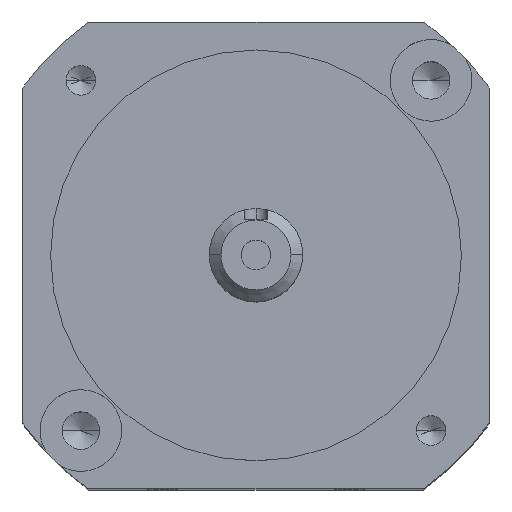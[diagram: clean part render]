
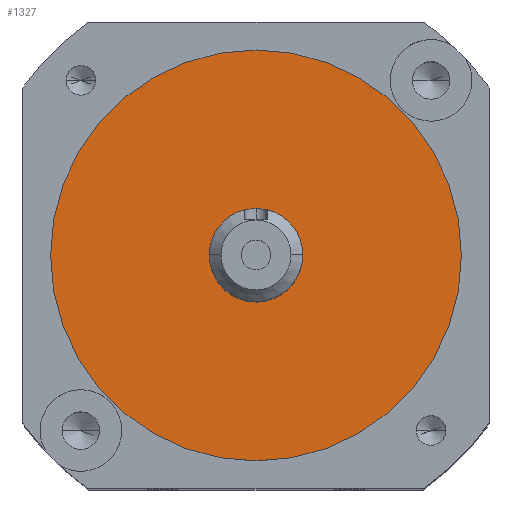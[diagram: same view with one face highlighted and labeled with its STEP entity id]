
A CAD part, top view. The second image highlights one B-rep face of the part: STEP entity #1327.
In plain terms, the highlighted planar face has unit normal (0, 0, 1).
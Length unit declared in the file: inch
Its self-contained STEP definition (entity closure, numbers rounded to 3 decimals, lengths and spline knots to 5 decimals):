
#7 = CARTESIAN_POINT ( 'NONE',  ( -1.1, 0., 0. ) ) ;
#53 = AXIS2_PLACEMENT_3D ( 'NONE', #944, #2188, #726 ) ;
#214 = EDGE_CURVE ( 'NONE', #241, #547, #1078, .T. ) ;
#241 = VERTEX_POINT ( 'NONE', #741 ) ;
#300 = AXIS2_PLACEMENT_3D ( 'NONE', #915, #912, #892 ) ;
#329 = EDGE_LOOP ( 'NONE', ( #1527, #2289 ) ) ;
#424 = CIRCLE ( 'NONE', #2079, 1.1 ) ;
#448 = AXIS2_PLACEMENT_3D ( 'NONE', #2070, #816, #2276 ) ;
#547 = VERTEX_POINT ( 'NONE', #2097 ) ;
#662 = EDGE_LOOP ( 'NONE', ( #2568, #2619 ) ) ;
#726 = DIRECTION ( 'NONE',  ( -1., 0., 0. ) ) ;
#741 = CARTESIAN_POINT ( 'NONE',  ( 0.25, 0., 0. ) ) ;
#816 = DIRECTION ( 'NONE',  ( 0., 0., 1. ) ) ;
#892 = DIRECTION ( 'NONE',  ( -1., 0., 0. ) ) ;
#912 = DIRECTION ( 'NONE',  ( 0., 0., 1. ) ) ;
#915 = CARTESIAN_POINT ( 'NONE',  ( 0., 0., 0. ) ) ;
#931 = PLANE ( 'NONE',  #53 ) ;
#944 = CARTESIAN_POINT ( 'NONE',  ( 0., 0., 0. ) ) ;
#1011 = VERTEX_POINT ( 'NONE', #7 ) ;
#1078 = CIRCLE ( 'NONE', #300, 0.25 ) ;
#1091 = EDGE_CURVE ( 'NONE', #547, #241, #1421, .T. ) ;
#1308 = CARTESIAN_POINT ( 'NONE',  ( 0., 0., 0. ) ) ;
#1327 = ADVANCED_FACE ( 'NONE', ( #1946, #2481 ), #931, .F. ) ;
#1421 = CIRCLE ( 'NONE', #2617, 0.25 ) ;
#1431 = CARTESIAN_POINT ( 'NONE',  ( 0., 0., 0. ) ) ;
#1523 = DIRECTION ( 'NONE',  ( 0., 0., 1. ) ) ;
#1527 = ORIENTED_EDGE ( 'NONE', *, *, #1842, .T. ) ;
#1842 = EDGE_CURVE ( 'NONE', #2550, #1011, #424, .T. ) ;
#1908 = CIRCLE ( 'NONE', #448, 1.1 ) ;
#1946 = FACE_OUTER_BOUND ( 'NONE', #329, .T. ) ;
#2055 = DIRECTION ( 'NONE',  ( -1., 0., 0. ) ) ;
#2070 = CARTESIAN_POINT ( 'NONE',  ( 0., 0., 0. ) ) ;
#2079 = AXIS2_PLACEMENT_3D ( 'NONE', #1308, #1523, #2167 ) ;
#2097 = CARTESIAN_POINT ( 'NONE',  ( -0.25, 0., 0. ) ) ;
#2167 = DIRECTION ( 'NONE',  ( 1., 0., 0. ) ) ;
#2188 = DIRECTION ( 'NONE',  ( 0., 0., -1. ) ) ;
#2197 = EDGE_CURVE ( 'NONE', #1011, #2550, #1908, .T. ) ;
#2266 = DIRECTION ( 'NONE',  ( 0., 0., 1. ) ) ;
#2276 = DIRECTION ( 'NONE',  ( 1., 0., 0. ) ) ;
#2289 = ORIENTED_EDGE ( 'NONE', *, *, #2197, .T. ) ;
#2481 = FACE_BOUND ( 'NONE', #662, .T. ) ;
#2532 = CARTESIAN_POINT ( 'NONE',  ( 1.1, 0., 0. ) ) ;
#2550 = VERTEX_POINT ( 'NONE', #2532 ) ;
#2568 = ORIENTED_EDGE ( 'NONE', *, *, #1091, .F. ) ;
#2617 = AXIS2_PLACEMENT_3D ( 'NONE', #1431, #2266, #2055 ) ;
#2619 = ORIENTED_EDGE ( 'NONE', *, *, #214, .F. ) ;
